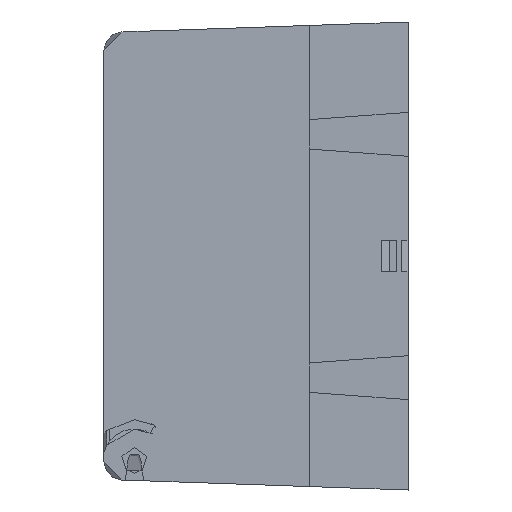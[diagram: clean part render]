
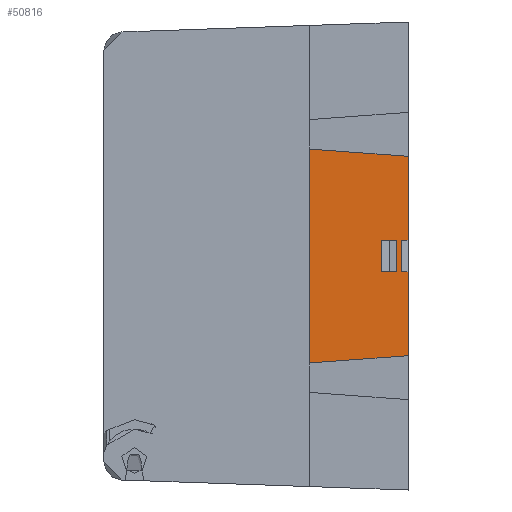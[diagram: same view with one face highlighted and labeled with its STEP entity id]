
A CAD part, left-side view. The second image highlights one B-rep face of the part: STEP entity #50816.
In plain terms, the highlighted planar face has unit normal (1, 0, 0).
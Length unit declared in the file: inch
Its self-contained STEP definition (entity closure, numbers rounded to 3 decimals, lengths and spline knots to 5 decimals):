
#287 = DIRECTION ( 'NONE',  ( 0., 0., 1. ) ) ;
#429 = CARTESIAN_POINT ( 'NONE',  ( -4.3542, -0.75, -4.87979 ) ) ;
#963 = VECTOR ( 'NONE', #33978, 39.37008 ) ;
#2141 = CARTESIAN_POINT ( 'NONE',  ( -4.3542, -1.73, 0.17 ) ) ;
#2230 = VECTOR ( 'NONE', #287, 39.37008 ) ;
#2467 = VERTEX_POINT ( 'NONE', #2141 ) ;
#3547 = CARTESIAN_POINT ( 'NONE',  ( -4.3542, -1.5184, -2.21333 ) ) ;
#4349 = CARTESIAN_POINT ( 'NONE',  ( -4.3542, -0.75, -2.21333 ) ) ;
#4525 = DIRECTION ( 'NONE',  ( 0., 0.997, 0.074 ) ) ;
#6602 = VERTEX_POINT ( 'NONE', #67779 ) ;
#7199 = EDGE_CURVE ( 'NONE', #76044, #69279, #73012, .T. ) ;
#7294 = LINE ( 'NONE', #35562, #23267 ) ;
#7980 = VERTEX_POINT ( 'NONE', #18711 ) ;
#8268 = DIRECTION ( 'NONE',  ( 0., -1., 0. ) ) ;
#9384 = CARTESIAN_POINT ( 'NONE',  ( -4.3542, -1.68, -0.17 ) ) ;
#11204 = DIRECTION ( 'NONE',  ( 0., 0., 1. ) ) ;
#13080 = VERTEX_POINT ( 'NONE', #36771 ) ;
#14247 = VERTEX_POINT ( 'NONE', #25079 ) ;
#14693 = ORIENTED_EDGE ( 'NONE', *, *, #19076, .F. ) ;
#15239 = LINE ( 'NONE', #3547, #82980 ) ;
#16014 = ORIENTED_EDGE ( 'NONE', *, *, #37287, .F. ) ;
#17757 = PLANE ( 'NONE',  #42602 ) ;
#17798 = VERTEX_POINT ( 'NONE', #44629 ) ;
#18013 = LINE ( 'NONE', #57074, #53993 ) ;
#18711 = CARTESIAN_POINT ( 'NONE',  ( -4.3542, -1.5184, 0.17 ) ) ;
#19076 = EDGE_CURVE ( 'NONE', #23005, #7980, #15239, .T. ) ;
#19151 = ORIENTED_EDGE ( 'NONE', *, *, #7199, .F. ) ;
#20040 = LINE ( 'NONE', #56069, #28563 ) ;
#20459 = EDGE_CURVE ( 'NONE', #7980, #14247, #78681, .T. ) ;
#23005 = VERTEX_POINT ( 'NONE', #65457 ) ;
#23267 = VECTOR ( 'NONE', #42345, 39.37008 ) ;
#24739 = ORIENTED_EDGE ( 'NONE', *, *, #84671, .F. ) ;
#24769 = VECTOR ( 'NONE', #8268, 39.37008 ) ;
#25079 = CARTESIAN_POINT ( 'NONE',  ( -4.3542, -1.68, 0.17 ) ) ;
#25185 = DIRECTION ( 'NONE',  ( 0., 1., 0. ) ) ;
#26523 = LINE ( 'NONE', #35790, #58212 ) ;
#28563 = VECTOR ( 'NONE', #49282, 39.37008 ) ;
#31051 = ORIENTED_EDGE ( 'NONE', *, *, #20459, .F. ) ;
#33978 = DIRECTION ( 'NONE',  ( 0., 0., -1. ) ) ;
#35562 = CARTESIAN_POINT ( 'NONE',  ( -4.3542, -1.8, -2.25 ) ) ;
#35790 = CARTESIAN_POINT ( 'NONE',  ( -4.3542, -1.8, -2.25 ) ) ;
#36771 = CARTESIAN_POINT ( 'NONE',  ( -4.3542, -1.8, 0.17 ) ) ;
#37020 = VECTOR ( 'NONE', #77433, 39.37008 ) ;
#37287 = EDGE_CURVE ( 'NONE', #73536, #6602, #51157, .T. ) ;
#38330 = CARTESIAN_POINT ( 'NONE',  ( -4.3542, -1.8, 1.065 ) ) ;
#38754 = CARTESIAN_POINT ( 'NONE',  ( -4.3542, -0.75, -0.17 ) ) ;
#40435 = VERTEX_POINT ( 'NONE', #9384 ) ;
#42345 = DIRECTION ( 'NONE',  ( 0., 0., 1. ) ) ;
#42602 = AXIS2_PLACEMENT_3D ( 'NONE', #4349, #51786, #11204 ) ;
#43261 = EDGE_CURVE ( 'NONE', #2467, #13080, #18013, .T. ) ;
#44629 = CARTESIAN_POINT ( 'NONE',  ( -4.3542, -1.8, -1.065 ) ) ;
#49282 = DIRECTION ( 'NONE',  ( 0., -0.997, 0.074 ) ) ;
#50307 = DIRECTION ( 'NONE',  ( 0., -1., 0. ) ) ;
#50816 = ADVANCED_FACE ( 'NONE', ( #57556, #59631 ), #17757, .F. ) ;
#51133 = DIRECTION ( 'NONE',  ( 0., 1., 0. ) ) ;
#51157 = LINE ( 'NONE', #51417, #69105 ) ;
#51417 = CARTESIAN_POINT ( 'NONE',  ( -4.3542, -0.75, -0.17 ) ) ;
#51606 = CARTESIAN_POINT ( 'NONE',  ( -4.3542, -1.8, -0.17 ) ) ;
#51786 = DIRECTION ( 'NONE',  ( -1., 0., 0. ) ) ;
#52183 = EDGE_CURVE ( 'NONE', #86823, #76044, #82270, .T. ) ;
#53993 = VECTOR ( 'NONE', #50307, 39.37008 ) ;
#54581 = ORIENTED_EDGE ( 'NONE', *, *, #63188, .F. ) ;
#56069 = CARTESIAN_POINT ( 'NONE',  ( -4.3542, -0.75, -1.14282 ) ) ;
#56117 = EDGE_CURVE ( 'NONE', #13080, #86823, #7294, .T. ) ;
#56826 = CARTESIAN_POINT ( 'NONE',  ( -4.3542, -1.8, 1.065 ) ) ;
#57074 = CARTESIAN_POINT ( 'NONE',  ( -4.3542, -0.75, 0.17 ) ) ;
#57556 = FACE_BOUND ( 'NONE', #71291, .T. ) ;
#57628 = ORIENTED_EDGE ( 'NONE', *, *, #43261, .F. ) ;
#58212 = VECTOR ( 'NONE', #76279, 39.37008 ) ;
#59631 = FACE_OUTER_BOUND ( 'NONE', #63582, .T. ) ;
#60478 = CARTESIAN_POINT ( 'NONE',  ( -4.3542, -0.75, -1.14282 ) ) ;
#63188 = EDGE_CURVE ( 'NONE', #40435, #23005, #84478, .T. ) ;
#63582 = EDGE_LOOP ( 'NONE', ( #16014, #24739, #66966, #19151, #66522, #83672, #57628, #64357 ) ) ;
#64298 = VECTOR ( 'NONE', #4525, 39.37008 ) ;
#64357 = ORIENTED_EDGE ( 'NONE', *, *, #87770, .F. ) ;
#64530 = DIRECTION ( 'NONE',  ( 0., 0., 1. ) ) ;
#65457 = CARTESIAN_POINT ( 'NONE',  ( -4.3542, -1.5184, -0.17 ) ) ;
#66496 = VECTOR ( 'NONE', #25185, 39.37008 ) ;
#66522 = ORIENTED_EDGE ( 'NONE', *, *, #52183, .F. ) ;
#66863 = EDGE_CURVE ( 'NONE', #69279, #17798, #20040, .T. ) ;
#66966 = ORIENTED_EDGE ( 'NONE', *, *, #66863, .F. ) ;
#67779 = CARTESIAN_POINT ( 'NONE',  ( -4.3542, -1.73, -0.17 ) ) ;
#69105 = VECTOR ( 'NONE', #51133, 39.37008 ) ;
#69279 = VERTEX_POINT ( 'NONE', #60478 ) ;
#70937 = CARTESIAN_POINT ( 'NONE',  ( -4.3542, -1.68, -2.21333 ) ) ;
#71291 = EDGE_LOOP ( 'NONE', ( #54581, #72164, #31051, #14693 ) ) ;
#72148 = LINE ( 'NONE', #74583, #2230 ) ;
#72164 = ORIENTED_EDGE ( 'NONE', *, *, #84796, .F. ) ;
#72964 = LINE ( 'NONE', #70937, #37020 ) ;
#73012 = LINE ( 'NONE', #429, #963 ) ;
#73536 = VERTEX_POINT ( 'NONE', #51606 ) ;
#74583 = CARTESIAN_POINT ( 'NONE',  ( -4.3542, -1.73, -2.21333 ) ) ;
#74666 = CARTESIAN_POINT ( 'NONE',  ( -4.3542, -0.75, 1.14282 ) ) ;
#76044 = VERTEX_POINT ( 'NONE', #74666 ) ;
#76279 = DIRECTION ( 'NONE',  ( 0., 0., 1. ) ) ;
#77433 = DIRECTION ( 'NONE',  ( 0., 0., -1. ) ) ;
#78681 = LINE ( 'NONE', #82551, #24769 ) ;
#82270 = LINE ( 'NONE', #38330, #64298 ) ;
#82551 = CARTESIAN_POINT ( 'NONE',  ( -4.3542, -0.75, 0.17 ) ) ;
#82980 = VECTOR ( 'NONE', #64530, 39.37008 ) ;
#83672 = ORIENTED_EDGE ( 'NONE', *, *, #56117, .F. ) ;
#84478 = LINE ( 'NONE', #38754, #66496 ) ;
#84671 = EDGE_CURVE ( 'NONE', #17798, #73536, #26523, .T. ) ;
#84796 = EDGE_CURVE ( 'NONE', #14247, #40435, #72964, .T. ) ;
#86823 = VERTEX_POINT ( 'NONE', #56826 ) ;
#87770 = EDGE_CURVE ( 'NONE', #6602, #2467, #72148, .T. ) ;
